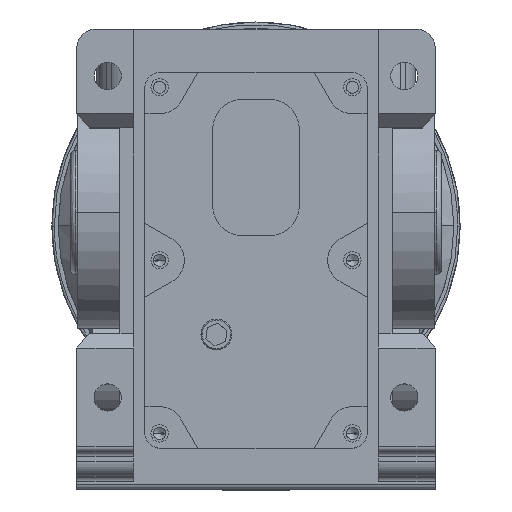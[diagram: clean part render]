
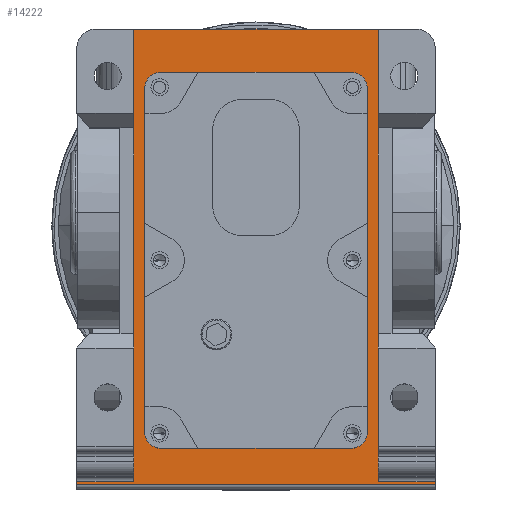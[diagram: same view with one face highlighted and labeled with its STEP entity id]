
A CAD part, top view. The second image highlights one B-rep face of the part: STEP entity #14222.
In plain terms, the highlighted planar face has unit normal (0, 0, 1).
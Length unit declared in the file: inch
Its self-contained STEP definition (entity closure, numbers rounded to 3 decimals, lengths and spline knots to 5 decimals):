
#285 = VERTEX_POINT ( 'NONE', #4505 ) ;
#563 = EDGE_LOOP ( 'NONE', ( #22555, #15927, #21164, #26648, #33923, #36871, #15150, #29255 ) ) ;
#591 = ORIENTED_EDGE ( 'NONE', *, *, #32335, .T. ) ;
#693 = CARTESIAN_POINT ( 'NONE',  ( -1.51575, -3.50394, 2.24409 ) ) ;
#1136 = LINE ( 'NONE', #40222, #3457 ) ;
#1368 = DIRECTION ( 'NONE',  ( 1., 0., 0. ) ) ;
#1860 = CARTESIAN_POINT ( 'NONE',  ( -2.85433, -4.33071, 2.24409 ) ) ;
#2350 = DIRECTION ( 'NONE',  ( 0., 0., -1. ) ) ;
#2404 = ORIENTED_EDGE ( 'NONE', *, *, #4311, .T. ) ;
#2834 = CARTESIAN_POINT ( 'NONE',  ( 1.51575, -3.50394, 2.24409 ) ) ;
#2990 = DIRECTION ( 'NONE',  ( 0., -1., 0. ) ) ;
#3457 = VECTOR ( 'NONE', #2990, 39.37008 ) ;
#3609 = DIRECTION ( 'NONE',  ( -1., 0., 0. ) ) ;
#3707 = LINE ( 'NONE', #47518, #40084 ) ;
#4311 = EDGE_CURVE ( 'NONE', #18338, #16622, #35254, .T. ) ;
#4398 = EDGE_CURVE ( 'NONE', #45385, #9906, #31800, .T. ) ;
#4401 = DIRECTION ( 'NONE',  ( -1., 0., 0. ) ) ;
#4505 = CARTESIAN_POINT ( 'NONE',  ( 2.85433, -4.33071, 2.24409 ) ) ;
#5154 = CIRCLE ( 'NONE', #19903, 0.25591 ) ;
#5383 = EDGE_CURVE ( 'NONE', #44031, #21599, #8635, .T. ) ;
#5435 = CARTESIAN_POINT ( 'NONE',  ( -2.85433, 2.91339, 2.24409 ) ) ;
#5837 = CARTESIAN_POINT ( 'NONE',  ( -1.51587, 2.22441, 2.24409 ) ) ;
#5909 = DIRECTION ( 'NONE',  ( -1., 0., 0. ) ) ;
#6195 = AXIS2_PLACEMENT_3D ( 'NONE', #693, #26042, #4401 ) ;
#7423 = VERTEX_POINT ( 'NONE', #35393 ) ;
#7869 = DIRECTION ( 'NONE',  ( 0., -1., 0. ) ) ;
#8106 = CARTESIAN_POINT ( 'NONE',  ( -1.94882, 2.22441, 2.24409 ) ) ;
#8246 = ORIENTED_EDGE ( 'NONE', *, *, #20202, .T. ) ;
#8635 = LINE ( 'NONE', #36467, #45047 ) ;
#8813 = DIRECTION ( 'NONE',  ( 0., 0., -1. ) ) ;
#9018 = CARTESIAN_POINT ( 'NONE',  ( 1.94882, -4.29134, 2.24409 ) ) ;
#9906 = VERTEX_POINT ( 'NONE', #39649 ) ;
#10396 = ORIENTED_EDGE ( 'NONE', *, *, #20109, .T. ) ;
#11419 = CARTESIAN_POINT ( 'NONE',  ( 1.51575, -3.75984, 2.24409 ) ) ;
#11751 = ORIENTED_EDGE ( 'NONE', *, *, #28496, .T. ) ;
#12629 = EDGE_CURVE ( 'NONE', #43830, #17636, #25058, .T. ) ;
#12964 = VERTEX_POINT ( 'NONE', #28247 ) ;
#13716 = VECTOR ( 'NONE', #44111, 39.37008 ) ;
#13840 = VERTEX_POINT ( 'NONE', #22753 ) ;
#14022 = VECTOR ( 'NONE', #7869, 39.37008 ) ;
#14222 = ADVANCED_FACE ( 'NONE', ( #46945, #30771 ), #19085, .T. ) ;
#14268 = CIRCLE ( 'NONE', #41272, 0.25591 ) ;
#14733 = VECTOR ( 'NONE', #18280, 39.37008 ) ;
#15150 = ORIENTED_EDGE ( 'NONE', *, *, #39861, .T. ) ;
#15738 = CIRCLE ( 'NONE', #6195, 0.25591 ) ;
#15927 = ORIENTED_EDGE ( 'NONE', *, *, #23510, .T. ) ;
#16622 = VERTEX_POINT ( 'NONE', #9018 ) ;
#16680 = DIRECTION ( 'NONE',  ( -1., 0., 0. ) ) ;
#16753 = VECTOR ( 'NONE', #25067, 39.37008 ) ;
#17615 = CARTESIAN_POINT ( 'NONE',  ( -1.94882, -4.29134, 2.24409 ) ) ;
#17636 = VERTEX_POINT ( 'NONE', #32833 ) ;
#18280 = DIRECTION ( 'NONE',  ( 1., 0., 0. ) ) ;
#18338 = VERTEX_POINT ( 'NONE', #33523 ) ;
#18680 = VECTOR ( 'NONE', #41160, 39.37008 ) ;
#18760 = CARTESIAN_POINT ( 'NONE',  ( -1.94882, -4.33071, 2.24409 ) ) ;
#19085 = PLANE ( 'NONE',  #46532 ) ;
#19903 = AXIS2_PLACEMENT_3D ( 'NONE', #2834, #2350, #5909 ) ;
#20109 = EDGE_CURVE ( 'NONE', #36443, #13840, #47824, .T. ) ;
#20202 = EDGE_CURVE ( 'NONE', #16622, #44031, #39138, .T. ) ;
#21164 = ORIENTED_EDGE ( 'NONE', *, *, #35724, .T. ) ;
#21299 = DIRECTION ( 'NONE',  ( 0., 0., -1. ) ) ;
#21599 = VERTEX_POINT ( 'NONE', #36753 ) ;
#21654 = DIRECTION ( 'NONE',  ( 0., 1., 0. ) ) ;
#21952 = VECTOR ( 'NONE', #21654, 39.37008 ) ;
#22329 = EDGE_CURVE ( 'NONE', #13840, #42225, #26862, .T. ) ;
#22332 = CARTESIAN_POINT ( 'NONE',  ( -1.94882, -4.40945, 2.24409 ) ) ;
#22555 = ORIENTED_EDGE ( 'NONE', *, *, #28360, .T. ) ;
#22753 = CARTESIAN_POINT ( 'NONE',  ( -2.85433, -4.29134, 2.24409 ) ) ;
#23510 = EDGE_CURVE ( 'NONE', #32788, #12964, #3707, .T. ) ;
#24529 = EDGE_CURVE ( 'NONE', #28163, #7423, #40599, .T. ) ;
#25058 = LINE ( 'NONE', #8106, #18680 ) ;
#25067 = DIRECTION ( 'NONE',  ( -1., 0., 0. ) ) ;
#25224 = CARTESIAN_POINT ( 'NONE',  ( -1.77165, -4.40945, 2.24409 ) ) ;
#26042 = DIRECTION ( 'NONE',  ( 0., 0., -1. ) ) ;
#26648 = ORIENTED_EDGE ( 'NONE', *, *, #4398, .T. ) ;
#26862 = LINE ( 'NONE', #5435, #46529 ) ;
#27510 = CARTESIAN_POINT ( 'NONE',  ( 1.51587, 1.9685, 2.24409 ) ) ;
#28163 = VERTEX_POINT ( 'NONE', #29499 ) ;
#28247 = CARTESIAN_POINT ( 'NONE',  ( -1.51575, -3.75984, 2.24409 ) ) ;
#28360 = EDGE_CURVE ( 'NONE', #7423, #32788, #5154, .T. ) ;
#28496 = EDGE_CURVE ( 'NONE', #21599, #36443, #1136, .T. ) ;
#29255 = ORIENTED_EDGE ( 'NONE', *, *, #24529, .T. ) ;
#29499 = CARTESIAN_POINT ( 'NONE',  ( 1.77165, 1.97638, 2.24409 ) ) ;
#30124 = CARTESIAN_POINT ( 'NONE',  ( 1.77165, -4.40945, 2.24409 ) ) ;
#30198 = EDGE_CURVE ( 'NONE', #9906, #43830, #14268, .T. ) ;
#30771 = FACE_OUTER_BOUND ( 'NONE', #36945, .T. ) ;
#31185 = CIRCLE ( 'NONE', #47410, 0.25591 ) ;
#31800 = LINE ( 'NONE', #25224, #21952 ) ;
#32331 = EDGE_CURVE ( 'NONE', #42225, #285, #42414, .T. ) ;
#32335 = EDGE_CURVE ( 'NONE', #285, #18338, #37243, .T. ) ;
#32552 = CARTESIAN_POINT ( 'NONE',  ( -1.77165, -3.50394, 2.24409 ) ) ;
#32630 = DIRECTION ( 'NONE',  ( -1., 0., 0. ) ) ;
#32788 = VERTEX_POINT ( 'NONE', #11419 ) ;
#32833 = CARTESIAN_POINT ( 'NONE',  ( 1.51587, 2.22441, 2.24409 ) ) ;
#33523 = CARTESIAN_POINT ( 'NONE',  ( 2.85433, -4.29134, 2.24409 ) ) ;
#33656 = CARTESIAN_POINT ( 'NONE',  ( 2.85433, -4.40945, 2.24409 ) ) ;
#33923 = ORIENTED_EDGE ( 'NONE', *, *, #30198, .T. ) ;
#34891 = ORIENTED_EDGE ( 'NONE', *, *, #22329, .T. ) ;
#35254 = LINE ( 'NONE', #17615, #16753 ) ;
#35393 = CARTESIAN_POINT ( 'NONE',  ( 1.77165, -3.50394, 2.24409 ) ) ;
#35724 = EDGE_CURVE ( 'NONE', #12964, #45385, #15738, .T. ) ;
#36321 = CARTESIAN_POINT ( 'NONE',  ( -1.51587, 1.9685, 2.24409 ) ) ;
#36422 = ORIENTED_EDGE ( 'NONE', *, *, #32331, .T. ) ;
#36443 = VERTEX_POINT ( 'NONE', #37446 ) ;
#36467 = CARTESIAN_POINT ( 'NONE',  ( -2.85433, 2.91339, 2.24409 ) ) ;
#36753 = CARTESIAN_POINT ( 'NONE',  ( -1.94882, 2.91339, 2.24409 ) ) ;
#36871 = ORIENTED_EDGE ( 'NONE', *, *, #12629, .T. ) ;
#36945 = EDGE_LOOP ( 'NONE', ( #8246, #39102, #11751, #10396, #34891, #36422, #591, #2404 ) ) ;
#37039 = DIRECTION ( 'NONE',  ( 0., 1., 0. ) ) ;
#37243 = LINE ( 'NONE', #33656, #41263 ) ;
#37446 = CARTESIAN_POINT ( 'NONE',  ( -1.94882, -4.29134, 2.24409 ) ) ;
#39102 = ORIENTED_EDGE ( 'NONE', *, *, #5383, .T. ) ;
#39138 = LINE ( 'NONE', #40060, #13716 ) ;
#39649 = CARTESIAN_POINT ( 'NONE',  ( -1.77165, 1.97638, 2.24409 ) ) ;
#39861 = EDGE_CURVE ( 'NONE', #17636, #28163, #31185, .T. ) ;
#40060 = CARTESIAN_POINT ( 'NONE',  ( 1.94882, -4.40945, 2.24409 ) ) ;
#40084 = VECTOR ( 'NONE', #47674, 39.37008 ) ;
#40221 = CARTESIAN_POINT ( 'NONE',  ( -1.94882, -4.29134, 2.24409 ) ) ;
#40222 = CARTESIAN_POINT ( 'NONE',  ( -1.94882, 2.91339, 2.24409 ) ) ;
#40599 = LINE ( 'NONE', #30124, #14022 ) ;
#40844 = VECTOR ( 'NONE', #3609, 39.37008 ) ;
#40888 = DIRECTION ( 'NONE',  ( 0., 0., 1. ) ) ;
#41160 = DIRECTION ( 'NONE',  ( 1., 0., 0. ) ) ;
#41263 = VECTOR ( 'NONE', #37039, 39.37008 ) ;
#41272 = AXIS2_PLACEMENT_3D ( 'NONE', #36321, #21299, #32630 ) ;
#42225 = VERTEX_POINT ( 'NONE', #1860 ) ;
#42414 = LINE ( 'NONE', #18760, #14733 ) ;
#42871 = DIRECTION ( 'NONE',  ( 0., -1., 0. ) ) ;
#43830 = VERTEX_POINT ( 'NONE', #5837 ) ;
#44031 = VERTEX_POINT ( 'NONE', #46310 ) ;
#44051 = DIRECTION ( 'NONE',  ( -1., 0., 0. ) ) ;
#44111 = DIRECTION ( 'NONE',  ( 0., 1., 0. ) ) ;
#45047 = VECTOR ( 'NONE', #44051, 39.37008 ) ;
#45385 = VERTEX_POINT ( 'NONE', #32552 ) ;
#46310 = CARTESIAN_POINT ( 'NONE',  ( 1.94882, 2.91339, 2.24409 ) ) ;
#46529 = VECTOR ( 'NONE', #42871, 39.37008 ) ;
#46532 = AXIS2_PLACEMENT_3D ( 'NONE', #22332, #40888, #1368 ) ;
#46945 = FACE_BOUND ( 'NONE', #563, .T. ) ;
#47410 = AXIS2_PLACEMENT_3D ( 'NONE', #27510, #8813, #16680 ) ;
#47518 = CARTESIAN_POINT ( 'NONE',  ( -1.94882, -3.75984, 2.24409 ) ) ;
#47674 = DIRECTION ( 'NONE',  ( -1., 0., 0. ) ) ;
#47824 = LINE ( 'NONE', #40221, #40844 ) ;
